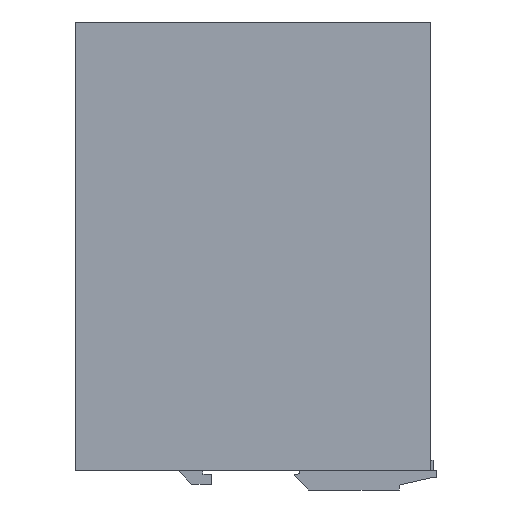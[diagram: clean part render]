
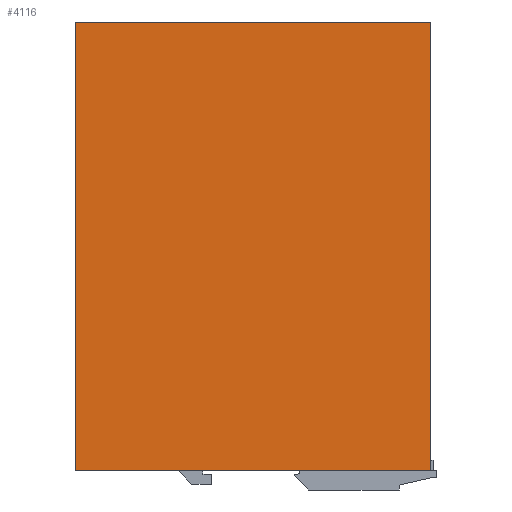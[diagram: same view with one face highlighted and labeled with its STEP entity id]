
A CAD part, left-side view. The second image highlights one B-rep face of the part: STEP entity #4116.
In plain terms, the highlighted planar face has unit normal (-1, 0, 0).
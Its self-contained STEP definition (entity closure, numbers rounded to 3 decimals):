
#10 = CARTESIAN_POINT ( 'NONE',  ( -47.5, 63.5, 0. ) ) ;
#204 = ORIENTED_EDGE ( 'NONE', *, *, #272, .T. ) ;
#272 = EDGE_CURVE ( 'NONE', #782, #9401, #17612, .T. ) ;
#782 = VERTEX_POINT ( 'NONE', #22160 ) ;
#2631 = DIRECTION ( 'NONE',  ( 0., 0., -1. ) ) ;
#3161 = EDGE_LOOP ( 'NONE', ( #18551, #15229, #204, #8443 ) ) ;
#3314 = LINE ( 'NONE', #10, #4551 ) ;
#4116 = ADVANCED_FACE ( 'NONE', ( #27757 ), #15165, .F. ) ;
#4551 = VECTOR ( 'NONE', #2631, 1000. ) ;
#5134 = CARTESIAN_POINT ( 'NONE',  ( -47.5, 63.5, -160.2 ) ) ;
#5456 = DIRECTION ( 'NONE',  ( 0., 1., 0. ) ) ;
#5633 = VECTOR ( 'NONE', #5456, 1000. ) ;
#7276 = VECTOR ( 'NONE', #22969, 1000. ) ;
#8443 = ORIENTED_EDGE ( 'NONE', *, *, #12410, .T. ) ;
#9170 = EDGE_CURVE ( 'NONE', #32419, #25648, #10615, .T. ) ;
#9401 = VERTEX_POINT ( 'NONE', #30078 ) ;
#9850 = DIRECTION ( 'NONE',  ( 1., 0., 0. ) ) ;
#10188 = DIRECTION ( 'NONE',  ( 0., 0., -1. ) ) ;
#10615 = LINE ( 'NONE', #15982, #5633 ) ;
#12410 = EDGE_CURVE ( 'NONE', #9401, #25648, #3314, .T. ) ;
#15165 = PLANE ( 'NONE',  #29516 ) ;
#15229 = ORIENTED_EDGE ( 'NONE', *, *, #26593, .T. ) ;
#15982 = CARTESIAN_POINT ( 'NONE',  ( -47.5, 0., -160.2 ) ) ;
#16511 = CARTESIAN_POINT ( 'NONE',  ( -47.5, -63.5, -160.2 ) ) ;
#17534 = CARTESIAN_POINT ( 'NONE',  ( -47.5, -63.5, 0. ) ) ;
#17612 = LINE ( 'NONE', #20309, #7276 ) ;
#18551 = ORIENTED_EDGE ( 'NONE', *, *, #9170, .F. ) ;
#19867 = VECTOR ( 'NONE', #19952, 1000. ) ;
#19952 = DIRECTION ( 'NONE',  ( 0., 0., 1. ) ) ;
#20309 = CARTESIAN_POINT ( 'NONE',  ( -47.5, 0., 0. ) ) ;
#20793 = CARTESIAN_POINT ( 'NONE',  ( -47.5, 0., 0. ) ) ;
#22160 = CARTESIAN_POINT ( 'NONE',  ( -47.5, -63.5, 0. ) ) ;
#22969 = DIRECTION ( 'NONE',  ( 0., 1., 0. ) ) ;
#25648 = VERTEX_POINT ( 'NONE', #5134 ) ;
#26593 = EDGE_CURVE ( 'NONE', #32419, #782, #30138, .T. ) ;
#27757 = FACE_OUTER_BOUND ( 'NONE', #3161, .T. ) ;
#29516 = AXIS2_PLACEMENT_3D ( 'NONE', #20793, #9850, #10188 ) ;
#30078 = CARTESIAN_POINT ( 'NONE',  ( -47.5, 63.5, 0. ) ) ;
#30138 = LINE ( 'NONE', #17534, #19867 ) ;
#32419 = VERTEX_POINT ( 'NONE', #16511 ) ;
